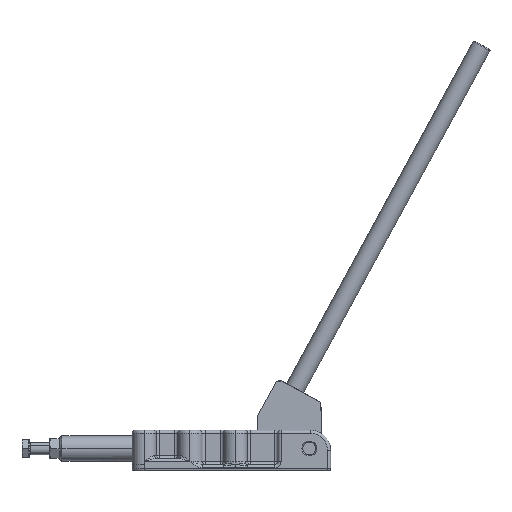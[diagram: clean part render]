
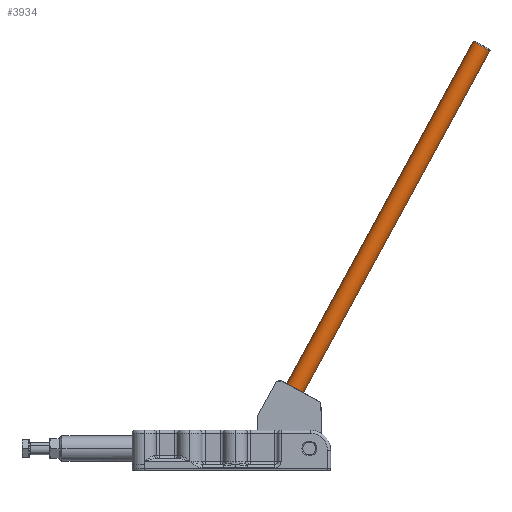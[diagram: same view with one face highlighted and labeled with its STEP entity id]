
A CAD part, top view. The second image highlights one B-rep face of the part: STEP entity #3934.
In plain terms, the highlighted cylindrical face has radius 9.5 mm (diameter 19 mm), a partial arc.
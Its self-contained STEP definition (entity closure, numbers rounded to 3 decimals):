
#82 = ORIENTED_EDGE ( 'NONE', *, *, #13565, .T. ) ;
#699 = DIRECTION ( 'NONE',  ( 0.878, -0.478, 0. ) ) ;
#1083 = CARTESIAN_POINT ( 'NONE',  ( 33.544, 48.552, 0. ) ) ;
#1403 = CARTESIAN_POINT ( 'NONE',  ( 54.602, 87.197, 0. ) ) ;
#1786 = CARTESIAN_POINT ( 'NONE',  ( 247.155, 420.71, 0. ) ) ;
#2014 = CYLINDRICAL_SURFACE ( 'NONE', #5145, 9.5 ) ;
#2178 = EDGE_LOOP ( 'NONE', ( #4172, #2333, #82, #2543 ) ) ;
#2333 = ORIENTED_EDGE ( 'NONE', *, *, #7958, .T. ) ;
#2543 = ORIENTED_EDGE ( 'NONE', *, *, #6343, .F. ) ;
#2766 = VERTEX_POINT ( 'NONE', #4557 ) ;
#2860 = DIRECTION ( 'NONE',  ( 0.878, -0.478, 0. ) ) ;
#3425 = DIRECTION ( 'NONE',  ( 0.478, 0.878, 0. ) ) ;
#3721 = VERTEX_POINT ( 'NONE', #6659 ) ;
#3898 = CIRCLE ( 'NONE', #9254, 9.5 ) ;
#3934 = ADVANCED_FACE ( 'NONE', ( #6141 ), #2014, .T. ) ;
#4116 = VECTOR ( 'NONE', #11569, 1000. ) ;
#4172 = ORIENTED_EDGE ( 'NONE', *, *, #13522, .T. ) ;
#4409 = VECTOR ( 'NONE', #3425, 1000. ) ;
#4557 = CARTESIAN_POINT ( 'NONE',  ( 71.286, 78.106, 0. ) ) ;
#5145 = AXIS2_PLACEMENT_3D ( 'NONE', #7061, #10304, #10338 ) ;
#6091 = VERTEX_POINT ( 'NONE', #11169 ) ;
#6141 = FACE_OUTER_BOUND ( 'NONE', #2178, .T. ) ;
#6343 = EDGE_CURVE ( 'NONE', #11551, #6091, #6586, .T. ) ;
#6586 = LINE ( 'NONE', #1083, #4116 ) ;
#6659 = CARTESIAN_POINT ( 'NONE',  ( 255.497, 416.164, 0. ) ) ;
#6689 = CIRCLE ( 'NONE', #7104, 9.5 ) ;
#6986 = DIRECTION ( 'NONE',  ( 0.478, 0.878, 0. ) ) ;
#7061 = CARTESIAN_POINT ( 'NONE',  ( 41.886, 44.006, 0. ) ) ;
#7104 = AXIS2_PLACEMENT_3D ( 'NONE', #13333, #6986, #699 ) ;
#7552 = LINE ( 'NONE', #11822, #4409 ) ;
#7958 = EDGE_CURVE ( 'NONE', #2766, #3721, #7552, .T. ) ;
#9180 = DIRECTION ( 'NONE',  ( -0.478, -0.878, 0. ) ) ;
#9254 = AXIS2_PLACEMENT_3D ( 'NONE', #1786, #9180, #2860 ) ;
#10304 = DIRECTION ( 'NONE',  ( 0.478, 0.878, 0. ) ) ;
#10338 = DIRECTION ( 'NONE',  ( -0.878, 0.478, 0. ) ) ;
#11169 = CARTESIAN_POINT ( 'NONE',  ( 238.813, 425.256, 0. ) ) ;
#11551 = VERTEX_POINT ( 'NONE', #1403 ) ;
#11569 = DIRECTION ( 'NONE',  ( 0.478, 0.878, 0. ) ) ;
#11822 = CARTESIAN_POINT ( 'NONE',  ( 50.228, 39.461, 0. ) ) ;
#13333 = CARTESIAN_POINT ( 'NONE',  ( 62.944, 82.651, 0. ) ) ;
#13522 = EDGE_CURVE ( 'NONE', #11551, #2766, #6689, .T. ) ;
#13565 = EDGE_CURVE ( 'NONE', #3721, #6091, #3898, .T. ) ;
